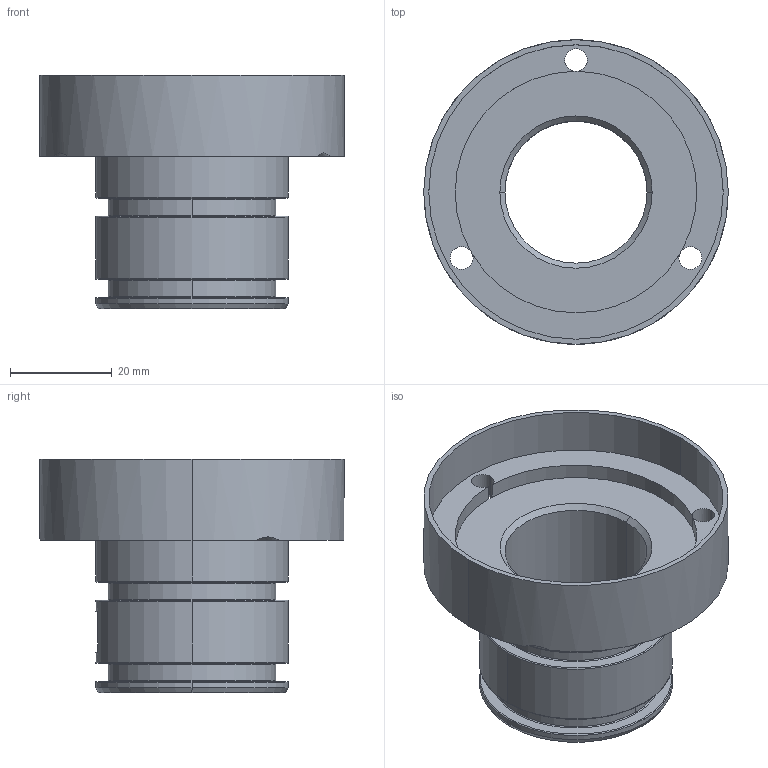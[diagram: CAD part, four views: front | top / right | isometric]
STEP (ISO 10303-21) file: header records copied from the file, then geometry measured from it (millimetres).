
FILE_DESCRIPTION (( 'STEP AP214' ), '1' );
FILE_NAME ('RICCI_USI_002.STEP', '2019-06-20T14:14:42', ( '' ), ( '' ), 'SwSTEP 2.0', 'SolidWorks 2018', '' );
FILE_SCHEMA (( 'AUTOMOTIVE_DESIGN' ));
Length unit declared in the file: millimetre
Products named in the file (1): RICCI_USI_002
Bounding box: 60 x 60 x 46 mm (x, y, z)
Volume: 26554 mm3; surface area: 17015 mm2
Topology: 1 solids, 1 shells, 66 faces, 166 edges, 104 vertices
Faces by surface type: cylinder 26, torus 16, cone 12, plane 12
Entity records: 2107 total; most frequent: DIRECTION 411, CARTESIAN_POINT 378, ORIENTED_EDGE 332, AXIS2_PLACEMENT_3D 183, EDGE_CURVE 166, CIRCLE 116, VERTEX_POINT 104, EDGE_LOOP 76
